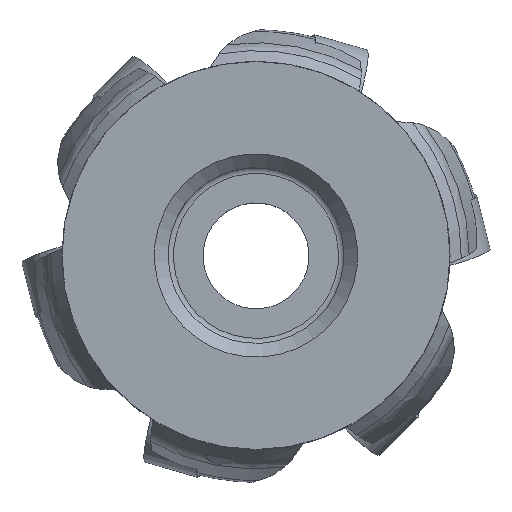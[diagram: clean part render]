
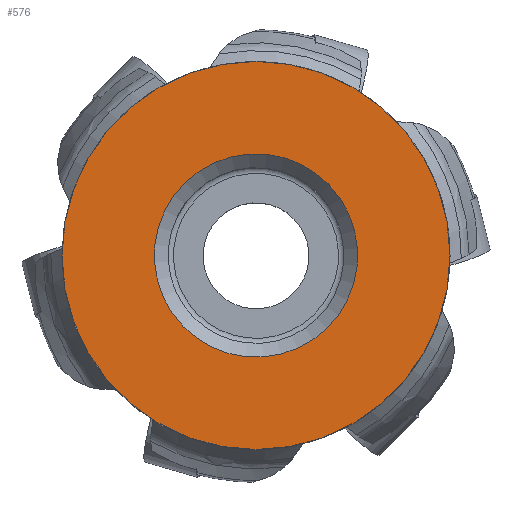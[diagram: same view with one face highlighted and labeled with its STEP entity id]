
A CAD part, top view. The second image highlights one B-rep face of the part: STEP entity #576.
In plain terms, the highlighted planar face has unit normal (0, 0, 1).
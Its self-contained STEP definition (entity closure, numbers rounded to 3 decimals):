
#134=PLANE('',#2095);
#576=ADVANCED_FACE('CU_BCK',(#683,#684),#134,.T.);
#683=FACE_BOUND('',#767,.T.);
#684=FACE_BOUND('',#768,.T.);
#767=EDGE_LOOP('',(#1109));
#768=EDGE_LOOP('',(#1110));
#1109=ORIENTED_EDGE('',*,*,#1517,.F.);
#1110=ORIENTED_EDGE('',*,*,#1727,.F.);
#1340=VERTEX_POINT('',#2630);
#1496=VERTEX_POINT('',#3769);
#1517=EDGE_CURVE('',#1340,#1340,#1778,.T.);
#1727=EDGE_CURVE('',#1496,#1496,#1826,.T.);
#1778=CIRCLE('',#1975,21.05);
#1826=CIRCLE('',#2072,11.03);
#1975=AXIS2_PLACEMENT_3D('',#2629,#2188,#2189);
#2072=AXIS2_PLACEMENT_3D('',#3768,#2400,#2401);
#2095=AXIS2_PLACEMENT_3D('',#3803,#2446,#2447);
#2188=DIRECTION('',(0.,0.,-1.));
#2189=DIRECTION('',(0.,-1.,0.));
#2400=DIRECTION('',(0.,0.,1.));
#2401=DIRECTION('',(-0.242,0.97,0.));
#2446=DIRECTION('',(0.,0.,1.));
#2447=DIRECTION('',(-0.242,0.97,0.));
#2629=CARTESIAN_POINT('',(0.,0.,0.));
#2630=CARTESIAN_POINT('',(0.,-21.05,0.));
#3768=CARTESIAN_POINT('',(0.,0.,0.));
#3769=CARTESIAN_POINT('',(-2.668,10.703,0.));
#3803=CARTESIAN_POINT('',(-21.05,0.,0.));
